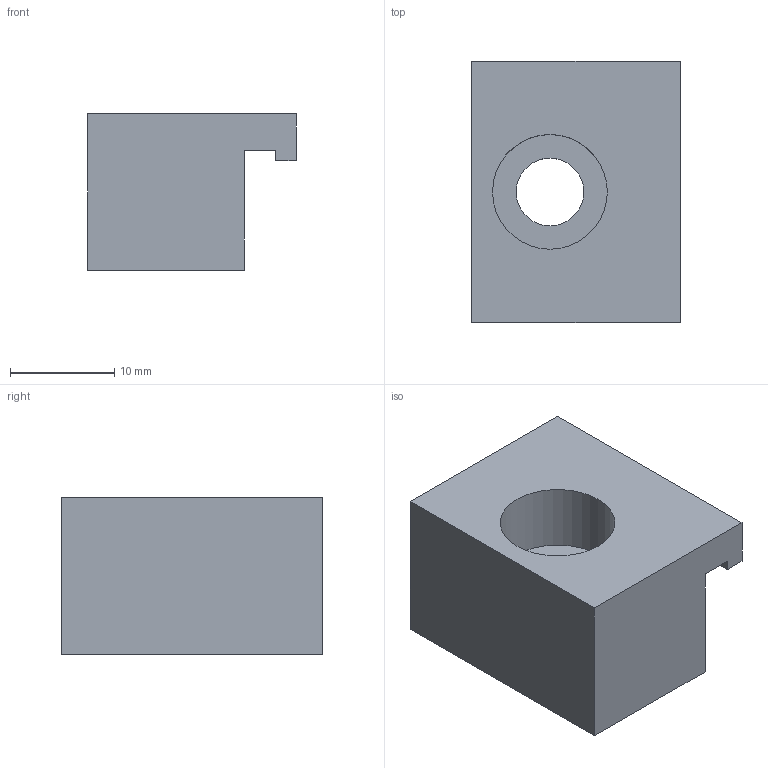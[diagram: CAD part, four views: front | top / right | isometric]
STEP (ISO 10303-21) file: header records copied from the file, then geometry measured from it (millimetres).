
FILE_DESCRIPTION(/* description */ ('Złącze pozycyjne'),/* implementation_level */ '2;1');
FILE_NAME(/* name */ '323047.stp',/* time_stamp */ '2022-10-07T07:51:14+02:00',/* author */ ('aluteckkpl_am'),/* organization */ (''),/* preprocessor_version */ 'ST-DEVELOPER v18.1',/* originating_system */ 'Autodesk Inventor 2021',/* authorisation */ '');
FILE_SCHEMA (('CONFIG_CONTROL_DESIGN'));
Length unit declared in the file: millimetre
Products named in the file (1): 323047
Bounding box: 20 x 25 x 15 mm (x, y, z)
Volume: 5212.7 mm3; surface area: 2620.8 mm2
Topology: 1 solids, 1 shells, 13 faces, 32 edges, 22 vertices
Faces by surface type: plane 11, cylinder 2
Full cylindrical faces by diameter (mm): 6.5 x1, 11 x1
Entity records: 433 total; most frequent: CARTESIAN_POINT 68, DIRECTION 66, ORIENTED_EDGE 64, EDGE_CURVE 32, LINE 26, VECTOR 26, VERTEX_POINT 22, AXIS2_PLACEMENT_3D 20
